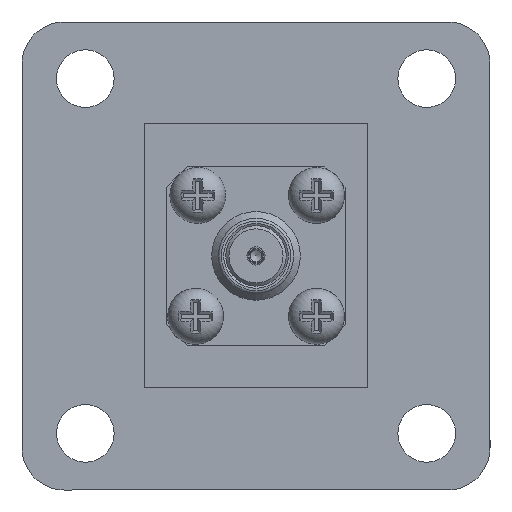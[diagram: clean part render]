
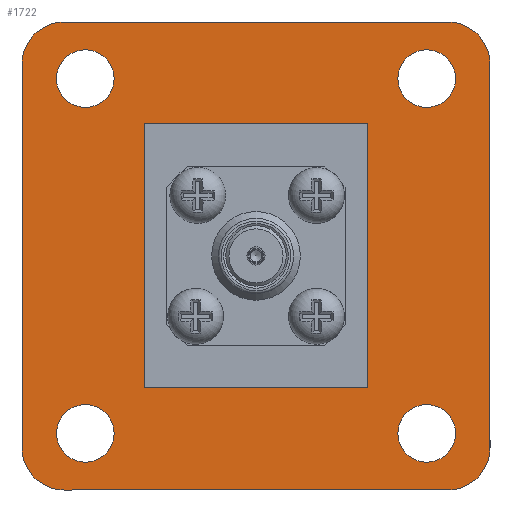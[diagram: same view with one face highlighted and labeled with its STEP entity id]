
A CAD part, left-side view. The second image highlights one B-rep face of the part: STEP entity #1722.
In plain terms, the highlighted planar face has unit normal (-1, 0, 0).
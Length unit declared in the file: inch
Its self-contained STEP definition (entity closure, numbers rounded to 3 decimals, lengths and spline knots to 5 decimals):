
#10 = VECTOR ( 'NONE', #267, 39.37008 ) ;
#25 = CARTESIAN_POINT ( 'NONE',  ( -0.19685, -0.65577, 0.53743 ) ) ;
#30 = AXIS2_PLACEMENT_3D ( 'NONE', #2953, #417, #829 ) ;
#89 = DIRECTION ( 'NONE',  ( 0., 0., -1. ) ) ;
#110 = ORIENTED_EDGE ( 'NONE', *, *, #2397, .F. ) ;
#121 = DIRECTION ( 'NONE',  ( 1., 0., 0. ) ) ;
#165 = DIRECTION ( 'NONE',  ( 1., 0., 0. ) ) ;
#194 = DIRECTION ( 'NONE',  ( 0., 0., 1. ) ) ;
#238 = CARTESIAN_POINT ( 'NONE',  ( -0.19685, -0.53767, -0.656 ) ) ;
#267 = DIRECTION ( 'NONE',  ( 0., -1., 0. ) ) ;
#314 = EDGE_CURVE ( 'NONE', #485, #485, #2277, .T. ) ;
#346 = ORIENTED_EDGE ( 'NONE', *, *, #3481, .F. ) ;
#347 = EDGE_CURVE ( 'NONE', #2921, #1447, #508, .T. ) ;
#355 = LINE ( 'NONE', #2783, #1007 ) ;
#356 = CARTESIAN_POINT ( 'NONE',  ( -0.19685, 0.31299, -0.37007 ) ) ;
#383 = CARTESIAN_POINT ( 'NONE',  ( -0.19685, -0.65577, -0.5379 ) ) ;
#393 = EDGE_CURVE ( 'NONE', #1085, #1834, #3256, .T. ) ;
#417 = DIRECTION ( 'NONE',  ( 1., 0., 0. ) ) ;
#431 = FACE_BOUND ( 'NONE', #3377, .T. ) ;
#433 = CIRCLE ( 'NONE', #639, 0.1181 ) ;
#436 = AXIS2_PLACEMENT_3D ( 'NONE', #1573, #3570, #194 ) ;
#439 = VERTEX_POINT ( 'NONE', #238 ) ;
#447 = AXIS2_PLACEMENT_3D ( 'NONE', #3472, #1764, #89 ) ;
#463 = DIRECTION ( 'NONE',  ( 0., -1., 0. ) ) ;
#473 = CARTESIAN_POINT ( 'NONE',  ( -0.19685, 0.47831, 0.49696 ) ) ;
#485 = VERTEX_POINT ( 'NONE', #2236 ) ;
#505 = DIRECTION ( 'NONE',  ( 1., 0., 0. ) ) ;
#508 = LINE ( 'NONE', #3298, #3528 ) ;
#510 = CIRCLE ( 'NONE', #447, 0.0807 ) ;
#514 = ORIENTED_EDGE ( 'NONE', *, *, #2655, .T. ) ;
#550 = CIRCLE ( 'NONE', #1314, 0.0807 ) ;
#589 = DIRECTION ( 'NONE',  ( 0., 0., -1. ) ) ;
#639 = AXIS2_PLACEMENT_3D ( 'NONE', #2905, #1210, #3197 ) ;
#644 = DIRECTION ( 'NONE',  ( 0., 0., -1. ) ) ;
#720 = ORIENTED_EDGE ( 'NONE', *, *, #3376, .F. ) ;
#721 = CIRCLE ( 'NONE', #1955, 0.1181 ) ;
#774 = DIRECTION ( 'NONE',  ( 0., 0., -1. ) ) ;
#814 = AXIS2_PLACEMENT_3D ( 'NONE', #1783, #121, #2069 ) ;
#829 = DIRECTION ( 'NONE',  ( 0., 0., -1. ) ) ;
#856 = PLANE ( 'NONE',  #2720 ) ;
#946 = VECTOR ( 'NONE', #2821, 39.37008 ) ;
#952 = EDGE_CURVE ( 'NONE', #1057, #1057, #2671, .T. ) ;
#1007 = VECTOR ( 'NONE', #463, 39.37008 ) ;
#1010 = ORIENTED_EDGE ( 'NONE', *, *, #3077, .F. ) ;
#1034 = CARTESIAN_POINT ( 'NONE',  ( -0.19685, -0.65577, -0.5379 ) ) ;
#1057 = VERTEX_POINT ( 'NONE', #1683 ) ;
#1071 = ORIENTED_EDGE ( 'NONE', *, *, #1370, .F. ) ;
#1078 = DIRECTION ( 'NONE',  ( 0., 0., 1. ) ) ;
#1085 = VERTEX_POINT ( 'NONE', #2512 ) ;
#1100 = EDGE_LOOP ( 'NONE', ( #514 ) ) ;
#1147 = DIRECTION ( 'NONE',  ( 1., 0., 0. ) ) ;
#1153 = ORIENTED_EDGE ( 'NONE', *, *, #3645, .F. ) ;
#1178 = FACE_BOUND ( 'NONE', #3188, .T. ) ;
#1210 = DIRECTION ( 'NONE',  ( 1., 0., 0. ) ) ;
#1264 = EDGE_LOOP ( 'NONE', ( #3273 ) ) ;
#1314 = AXIS2_PLACEMENT_3D ( 'NONE', #473, #2438, #774 ) ;
#1315 = VERTEX_POINT ( 'NONE', #2836 ) ;
#1362 = EDGE_CURVE ( 'NONE', #1834, #2043, #1835, .T. ) ;
#1370 = EDGE_CURVE ( 'NONE', #1447, #2640, #3263, .T. ) ;
#1387 = EDGE_CURVE ( 'NONE', #2368, #2921, #355, .T. ) ;
#1447 = VERTEX_POINT ( 'NONE', #3467 ) ;
#1463 = EDGE_CURVE ( 'NONE', #2640, #2368, #2058, .T. ) ;
#1547 = ORIENTED_EDGE ( 'NONE', *, *, #2439, .F. ) ;
#1573 = CARTESIAN_POINT ( 'NONE',  ( -0.19685, 0.53766, 0.53743 ) ) ;
#1582 = ORIENTED_EDGE ( 'NONE', *, *, #1387, .F. ) ;
#1668 = AXIS2_PLACEMENT_3D ( 'NONE', #2195, #505, #2472 ) ;
#1683 = CARTESIAN_POINT ( 'NONE',  ( -0.19685, -0.47831, -0.57813 ) ) ;
#1722 = ADVANCED_FACE ( 'NONE', ( #2676, #1178, #3529, #1903, #2008, #431 ), #856, .F. ) ;
#1745 = CARTESIAN_POINT ( 'NONE',  ( -0.19685, 0.65576, 0.53743 ) ) ;
#1747 = VECTOR ( 'NONE', #1078, 39.37008 ) ;
#1753 = VECTOR ( 'NONE', #3118, 39.37008 ) ;
#1764 = DIRECTION ( 'NONE',  ( 1., 0., 0. ) ) ;
#1783 = CARTESIAN_POINT ( 'NONE',  ( -0.19685, -0.53767, -0.5379 ) ) ;
#1834 = VERTEX_POINT ( 'NONE', #1745 ) ;
#1835 = CIRCLE ( 'NONE', #436, 0.1181 ) ;
#1836 = CARTESIAN_POINT ( 'NONE',  ( -0.19685, -0.53767, 0.53743 ) ) ;
#1903 = FACE_BOUND ( 'NONE', #1264, .T. ) ;
#1955 = AXIS2_PLACEMENT_3D ( 'NONE', #1836, #165, #2127 ) ;
#2008 = FACE_BOUND ( 'NONE', #1100, .T. ) ;
#2027 = EDGE_LOOP ( 'NONE', ( #110, #1010, #1547, #346, #720, #1153, #2646, #2812 ) ) ;
#2043 = VERTEX_POINT ( 'NONE', #3606 ) ;
#2058 = LINE ( 'NONE', #2612, #3004 ) ;
#2069 = DIRECTION ( 'NONE',  ( 0., 0., -1. ) ) ;
#2072 = VERTEX_POINT ( 'NONE', #2473 ) ;
#2127 = DIRECTION ( 'NONE',  ( 0., 0., 1. ) ) ;
#2194 = VERTEX_POINT ( 'NONE', #25 ) ;
#2195 = CARTESIAN_POINT ( 'NONE',  ( -0.19685, -0.47831, -0.49742 ) ) ;
#2236 = CARTESIAN_POINT ( 'NONE',  ( -0.19685, -0.47831, 0.41625 ) ) ;
#2242 = CARTESIAN_POINT ( 'NONE',  ( -0.19685, 0.53766, -0.656 ) ) ;
#2247 = ORIENTED_EDGE ( 'NONE', *, *, #347, .F. ) ;
#2264 = CARTESIAN_POINT ( 'NONE',  ( -0.19685, 0.47817, -0.57813 ) ) ;
#2274 = CARTESIAN_POINT ( 'NONE',  ( -0.19685, 0.53766, -0.5379 ) ) ;
#2277 = CIRCLE ( 'NONE', #30, 0.0807 ) ;
#2368 = VERTEX_POINT ( 'NONE', #356 ) ;
#2382 = EDGE_CURVE ( 'NONE', #2979, #2979, #510, .T. ) ;
#2397 = EDGE_CURVE ( 'NONE', #2072, #1085, #433, .T. ) ;
#2427 = VECTOR ( 'NONE', #3312, 39.37008 ) ;
#2429 = VERTEX_POINT ( 'NONE', #383 ) ;
#2437 = ORIENTED_EDGE ( 'NONE', *, *, #1463, .F. ) ;
#2438 = DIRECTION ( 'NONE',  ( 1., 0., 0. ) ) ;
#2439 = EDGE_CURVE ( 'NONE', #2429, #439, #2677, .T. ) ;
#2472 = DIRECTION ( 'NONE',  ( 0., 0., -1. ) ) ;
#2473 = CARTESIAN_POINT ( 'NONE',  ( -0.19685, 0.53766, -0.656 ) ) ;
#2476 = DIRECTION ( 'NONE',  ( 0., 0., 1. ) ) ;
#2489 = CARTESIAN_POINT ( 'NONE',  ( -0.19685, 0.65576, -0.5379 ) ) ;
#2504 = LINE ( 'NONE', #1034, #2427 ) ;
#2510 = LINE ( 'NONE', #2242, #946 ) ;
#2512 = CARTESIAN_POINT ( 'NONE',  ( -0.19685, 0.65576, -0.5379 ) ) ;
#2612 = CARTESIAN_POINT ( 'NONE',  ( -0.19685, 0.31299, 0.37007 ) ) ;
#2640 = VERTEX_POINT ( 'NONE', #2716 ) ;
#2646 = ORIENTED_EDGE ( 'NONE', *, *, #1362, .F. ) ;
#2655 = EDGE_CURVE ( 'NONE', #3628, #3628, #550, .T. ) ;
#2671 = CIRCLE ( 'NONE', #1668, 0.0807 ) ;
#2676 = FACE_OUTER_BOUND ( 'NONE', #2027, .T. ) ;
#2677 = CIRCLE ( 'NONE', #814, 0.1181 ) ;
#2716 = CARTESIAN_POINT ( 'NONE',  ( -0.19685, 0.31299, 0.37007 ) ) ;
#2720 = AXIS2_PLACEMENT_3D ( 'NONE', #2274, #1147, #589 ) ;
#2783 = CARTESIAN_POINT ( 'NONE',  ( -0.19685, 0.31299, -0.37007 ) ) ;
#2812 = ORIENTED_EDGE ( 'NONE', *, *, #393, .F. ) ;
#2821 = DIRECTION ( 'NONE',  ( 0., 1., 0. ) ) ;
#2836 = CARTESIAN_POINT ( 'NONE',  ( -0.19685, -0.53767, 0.65553 ) ) ;
#2841 = CARTESIAN_POINT ( 'NONE',  ( -0.19685, 0.47831, 0.41625 ) ) ;
#2905 = CARTESIAN_POINT ( 'NONE',  ( -0.19685, 0.53766, -0.5379 ) ) ;
#2921 = VERTEX_POINT ( 'NONE', #3153 ) ;
#2953 = CARTESIAN_POINT ( 'NONE',  ( -0.19685, -0.47831, 0.49696 ) ) ;
#2979 = VERTEX_POINT ( 'NONE', #2264 ) ;
#3004 = VECTOR ( 'NONE', #644, 39.37008 ) ;
#3021 = LINE ( 'NONE', #3640, #10 ) ;
#3045 = EDGE_LOOP ( 'NONE', ( #3072 ) ) ;
#3072 = ORIENTED_EDGE ( 'NONE', *, *, #2382, .T. ) ;
#3077 = EDGE_CURVE ( 'NONE', #439, #2072, #2510, .T. ) ;
#3118 = DIRECTION ( 'NONE',  ( 0., 1., 0. ) ) ;
#3153 = CARTESIAN_POINT ( 'NONE',  ( -0.19685, -0.31299, -0.37007 ) ) ;
#3188 = EDGE_LOOP ( 'NONE', ( #3576 ) ) ;
#3197 = DIRECTION ( 'NONE',  ( 0., 0., -1. ) ) ;
#3256 = LINE ( 'NONE', #2489, #1747 ) ;
#3263 = LINE ( 'NONE', #3560, #1753 ) ;
#3273 = ORIENTED_EDGE ( 'NONE', *, *, #314, .T. ) ;
#3298 = CARTESIAN_POINT ( 'NONE',  ( -0.19685, -0.31299, 0.37007 ) ) ;
#3312 = DIRECTION ( 'NONE',  ( 0., 0., -1. ) ) ;
#3376 = EDGE_CURVE ( 'NONE', #1315, #2194, #721, .T. ) ;
#3377 = EDGE_LOOP ( 'NONE', ( #1071, #2247, #1582, #2437 ) ) ;
#3467 = CARTESIAN_POINT ( 'NONE',  ( -0.19685, -0.31299, 0.37007 ) ) ;
#3472 = CARTESIAN_POINT ( 'NONE',  ( -0.19685, 0.47817, -0.49742 ) ) ;
#3481 = EDGE_CURVE ( 'NONE', #2194, #2429, #2504, .T. ) ;
#3528 = VECTOR ( 'NONE', #2476, 39.37008 ) ;
#3529 = FACE_BOUND ( 'NONE', #3045, .T. ) ;
#3560 = CARTESIAN_POINT ( 'NONE',  ( -0.19685, 0.31299, 0.37007 ) ) ;
#3570 = DIRECTION ( 'NONE',  ( 1., 0., 0. ) ) ;
#3576 = ORIENTED_EDGE ( 'NONE', *, *, #952, .T. ) ;
#3606 = CARTESIAN_POINT ( 'NONE',  ( -0.19685, 0.53766, 0.65553 ) ) ;
#3628 = VERTEX_POINT ( 'NONE', #2841 ) ;
#3640 = CARTESIAN_POINT ( 'NONE',  ( -0.19685, -0.53767, 0.65553 ) ) ;
#3645 = EDGE_CURVE ( 'NONE', #2043, #1315, #3021, .T. ) ;
